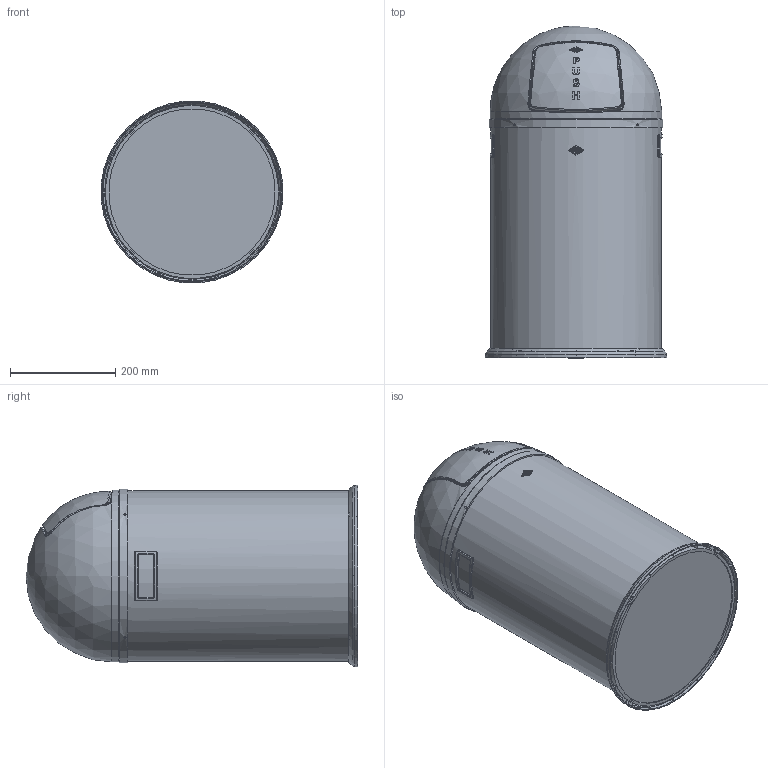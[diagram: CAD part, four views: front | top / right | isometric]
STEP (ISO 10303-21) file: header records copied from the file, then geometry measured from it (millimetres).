
FILE_DESCRIPTION(('STEP AP214'),'1');
FILE_NAME('V_Pushboy Junior.STP','2026-03-11T07:11:55',(' '),(' '),'Spatial InterOp 3D',' ',' ');
FILE_SCHEMA(('AUTOMOTIVE_DESIGN { 1 0 10303 214 1 1 1 1 }'));
Length unit declared in the file: millimetre
Products named in the file (2): V_Pushboy Junior; ASSEM1
Assembly tree (1 placements, depth 2):
  V_Pushboy Junior
    ASSEM1
Bounding box: 344.68 x 630 x 344.68 mm (x, y, z)
Volume: 37449010.4 mm3; surface area: 1088741.2 mm2
Topology: 2 solids, 6 shells, 848 faces, 2278 edges, 1484 vertices
Faces by surface type: plane 364, bspline 184, cylinder 176, torus 72, cone 34, sphere 18
Full cylindrical faces by diameter (mm): 3 x2, 3.3 x2, 3.8 x3, 4 x8, 10 x2, 15.2 x1, 316 x1, 324 x2, 326 x1, 330 x1
Entity records: 40168 total; most frequent: CARTESIAN_POINT 18557, ORIENTED_EDGE 4450, DIRECTION 3675, EDGE_CURVE 2225, VERTEX_POINT 1472, AXIS2_PLACEMENT_3D 1391, EDGE_LOOP 943, LINE 893
